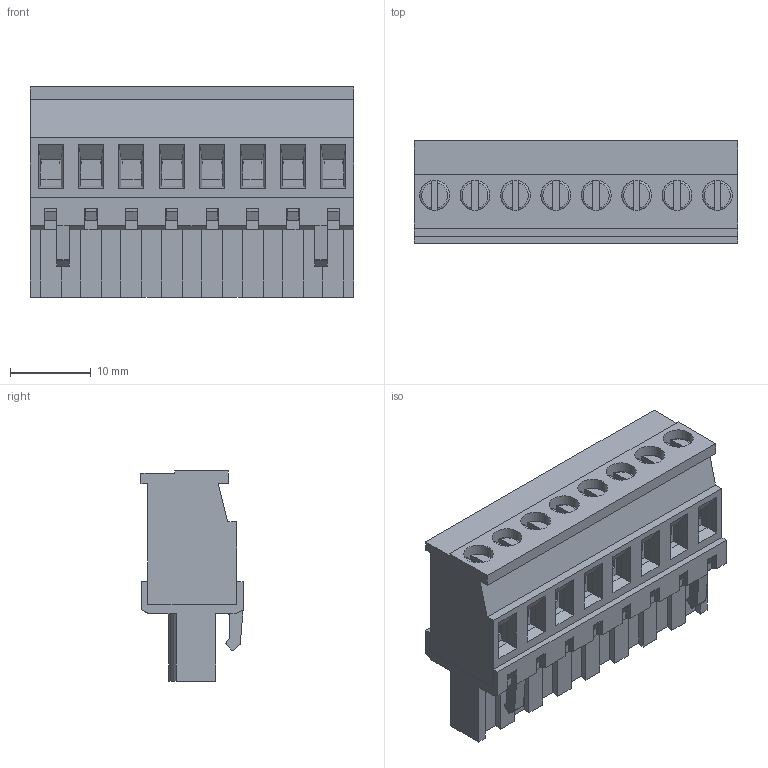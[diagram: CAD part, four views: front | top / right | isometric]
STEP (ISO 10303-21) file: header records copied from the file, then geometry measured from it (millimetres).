
FILE_DESCRIPTION( ( 'Unknown' ), '1' );
FILE_NAME( '691351700008.stp', 'Unknown', ( 'Unknown' ), ( 'Unknown' ), 'PSStep 14.0', 'Unknown', ' ' );
FILE_SCHEMA( ( 'AUTOMOTIVE_DESIGN { 1 0 10303 214 1 1 1 1 }' ) );
Length unit declared in the file: millimetre
Products named in the file (6): Assem1; 6913517000xx_CAGE; 6913517000xx_PIN; 6913517000xx_VIS; 691351700008; 691351700008_BAS
Assembly tree (26 placements, depth 2):
  Assem1
    6913517000xx_CAGE  x8
    6913517000xx_PIN  x8
    6913517000xx_VIS  x8
    691351700008
    691351700008_BAS
Bounding box: 40 x 12.65 x 26 mm (x, y, z)
Volume: 6220.9 mm3; surface area: 14120.8 mm2
Topology: 26 solids, 26 shells, 1592 faces, 4456 edges, 2906 vertices
Faces by surface type: plane 1246, cylinder 298, torus 32, cone 16
Full cylindrical faces by diameter (mm): 1.6 x8, 2.4 x8, 2.9 x16, 3 x8, 3.7 x16
Entity records: 37026 total; most frequent: CARTESIAN_POINT 5256, ORIENTED_EDGE 5156, DIRECTION 4662, EDGE_CURVE 2578, LINE 2394, VECTOR 2394, VERTEX_POINT 1704, AXIS2_PLACEMENT_3D 1134
